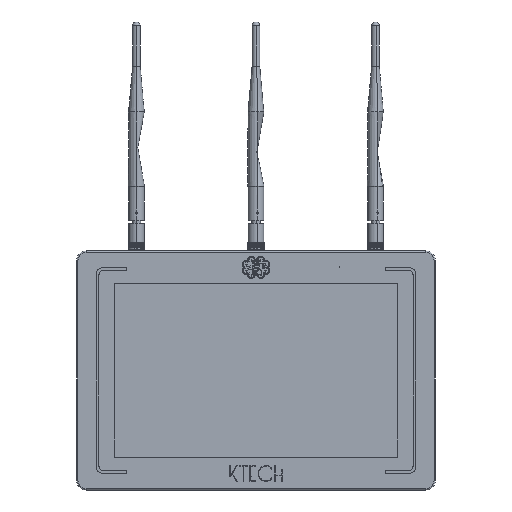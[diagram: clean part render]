
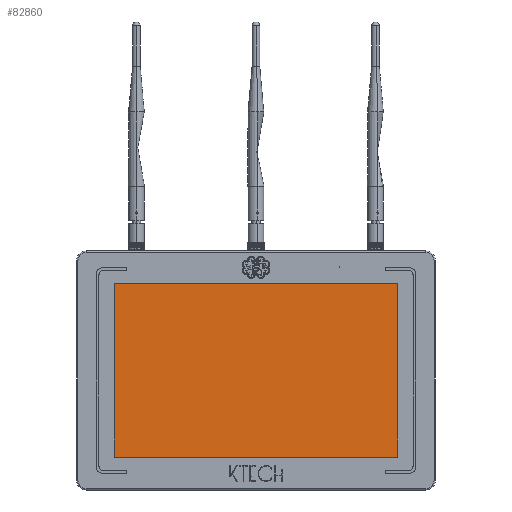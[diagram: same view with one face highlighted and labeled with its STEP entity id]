
A CAD part, front view. The second image highlights one B-rep face of the part: STEP entity #82860.
In plain terms, the highlighted planar face has unit normal (0, -1, 0).
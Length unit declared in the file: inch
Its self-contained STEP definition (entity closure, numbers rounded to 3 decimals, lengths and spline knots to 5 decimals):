
#4725 = AXIS2_PLACEMENT_3D ( 'NONE', #69146, #107220, #21788 ) ;
#9541 = ORIENTED_EDGE ( 'NONE', *, *, #119951, .F. ) ;
#12714 = DIRECTION ( 'NONE',  ( -1., 0., 0. ) ) ;
#16330 = EDGE_CURVE ( 'NONE', #98913, #60319, #59978, .T. ) ;
#17401 = EDGE_LOOP ( 'NONE', ( #9541, #111328, #92142, #20453 ) ) ;
#17626 = LINE ( 'NONE', #55575, #44115 ) ;
#20453 = ORIENTED_EDGE ( 'NONE', *, *, #16330, .F. ) ;
#20553 = FACE_OUTER_BOUND ( 'NONE', #17401, .T. ) ;
#21788 = DIRECTION ( 'NONE',  ( 0., 0., 1. ) ) ;
#29433 = CARTESIAN_POINT ( 'NONE',  ( 7.69239, 7.75656, 11.50986 ) ) ;
#37072 = VECTOR ( 'NONE', #117089, 39.37008 ) ;
#41026 = LINE ( 'NONE', #78987, #37072 ) ;
#43792 = VECTOR ( 'NONE', #12714, 39.37008 ) ;
#44115 = VECTOR ( 'NONE', #93681, 39.37008 ) ;
#46486 = CARTESIAN_POINT ( 'NONE',  ( 7.69239, 7.75656, 5.71305 ) ) ;
#50470 = CARTESIAN_POINT ( 'NONE',  ( 7.69239, 7.75656, 11.50986 ) ) ;
#55575 = CARTESIAN_POINT ( 'NONE',  ( -1.74393, 7.75656, 11.50986 ) ) ;
#58510 = PLANE ( 'NONE',  #4725 ) ;
#59978 = LINE ( 'NONE', #98039, #43792 ) ;
#60319 = VERTEX_POINT ( 'NONE', #78275 ) ;
#67460 = DIRECTION ( 'NONE',  ( 0., 0., -1. ) ) ;
#69146 = CARTESIAN_POINT ( 'NONE',  ( 0., 7.75656, 0. ) ) ;
#74793 = EDGE_CURVE ( 'NONE', #60319, #119049, #17626, .T. ) ;
#75968 = CARTESIAN_POINT ( 'NONE',  ( -1.74393, 7.75656, 11.50986 ) ) ;
#78275 = CARTESIAN_POINT ( 'NONE',  ( -1.74393, 7.75656, 5.71305 ) ) ;
#78987 = CARTESIAN_POINT ( 'NONE',  ( 7.69239, 7.75656, 11.50986 ) ) ;
#82860 = ADVANCED_FACE ( 'NONE', ( #20553 ), #58510, .F. ) ;
#85524 = VERTEX_POINT ( 'NONE', #50470 ) ;
#92142 = ORIENTED_EDGE ( 'NONE', *, *, #74793, .F. ) ;
#93681 = DIRECTION ( 'NONE',  ( 0., 0., 1. ) ) ;
#98039 = CARTESIAN_POINT ( 'NONE',  ( 7.69239, 7.75656, 5.71305 ) ) ;
#98609 = VECTOR ( 'NONE', #67460, 39.37008 ) ;
#98913 = VERTEX_POINT ( 'NONE', #46486 ) ;
#107220 = DIRECTION ( 'NONE',  ( 0., 1., 0. ) ) ;
#111328 = ORIENTED_EDGE ( 'NONE', *, *, #112990, .F. ) ;
#112990 = EDGE_CURVE ( 'NONE', #119049, #85524, #41026, .T. ) ;
#114865 = LINE ( 'NONE', #29433, #98609 ) ;
#117089 = DIRECTION ( 'NONE',  ( 1., 0., 0. ) ) ;
#119049 = VERTEX_POINT ( 'NONE', #75968 ) ;
#119951 = EDGE_CURVE ( 'NONE', #85524, #98913, #114865, .T. ) ;
